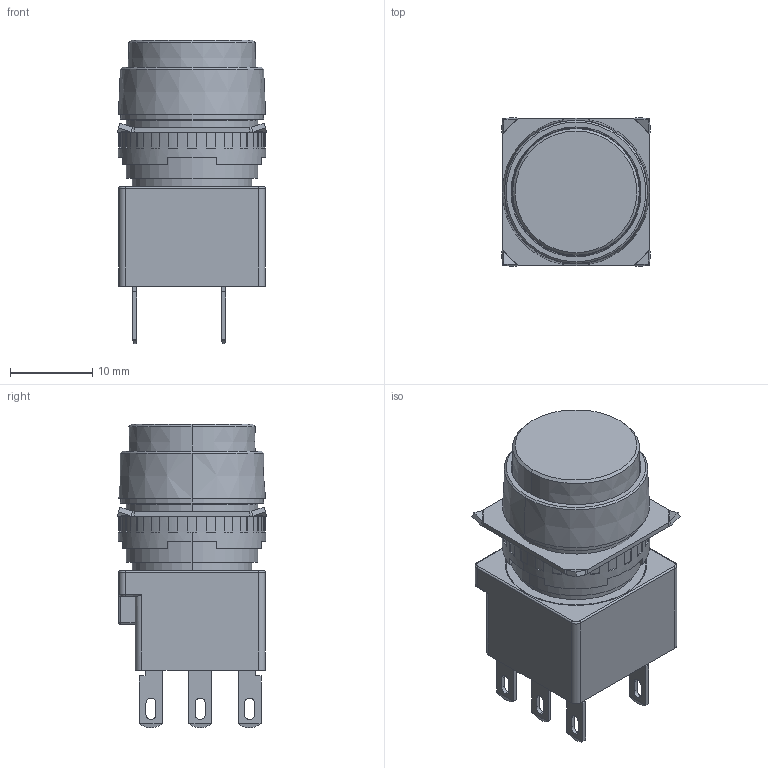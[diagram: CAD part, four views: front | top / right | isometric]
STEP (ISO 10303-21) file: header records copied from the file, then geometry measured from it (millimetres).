
FILE_DESCRIPTION (( 'STEP AP214' ), '1' );
FILE_NAME ('19_LB1B-[M][A]1Tx$.STEP', '2020-09-25T00:01:13', ( 'IDEC' ), ( 'IDEC' ), 'SwSTEP 2.0', 'SolidWorks 2019', '' );
FILE_SCHEMA (( 'AUTOMOTIVE_DESIGN' ));
Length unit declared in the file: millimetre
Products named in the file (5): LB-NUT-SET; LB-OPERATOR-M; 19_LB1B-[M][A]1Tx$; LB-T2; LB-BODY-M
Assembly tree (4 placements, depth 2):
  19_LB1B-[M][A]1Tx$
    LB-BODY-M
    LB-OPERATOR-M
    LB-T2
    LB-NUT-SET
Bounding box: 18.07 x 18.07 x 36.9 mm (x, y, z)
Volume: 6861.4 mm3; surface area: 4913.7 mm2
Topology: 4 solids, 4 shells, 380 faces, 1003 edges, 638 vertices
Faces by surface type: plane 218, cylinder 128, bspline 20, cone 14
Entity records: 13799 total; most frequent: CARTESIAN_POINT 2568, ORIENTED_EDGE 1994, DIRECTION 1976, EDGE_CURVE 997, AXIS2_PLACEMENT_3D 670, VERTEX_POINT 638, LINE 636, VECTOR 636
